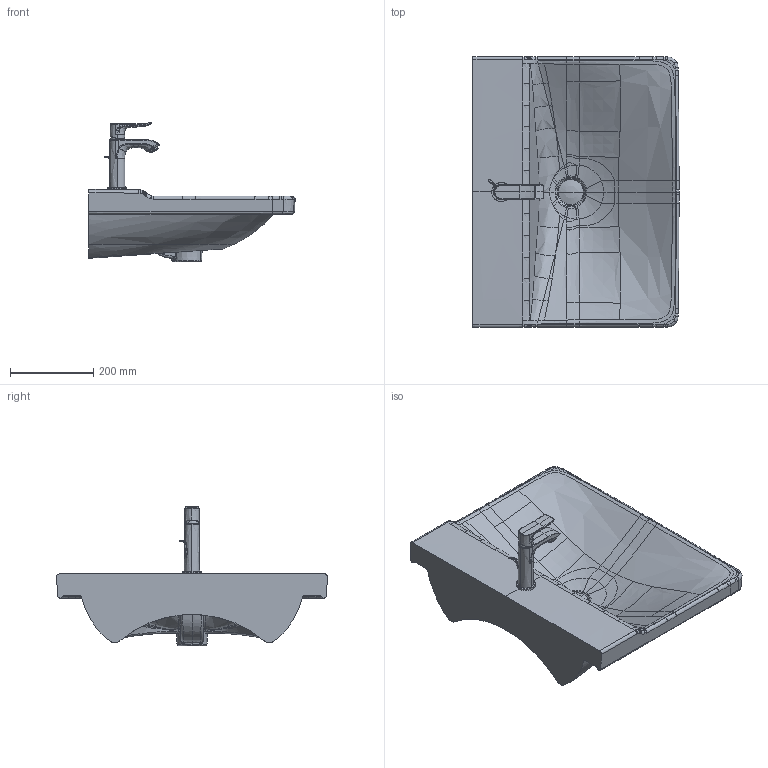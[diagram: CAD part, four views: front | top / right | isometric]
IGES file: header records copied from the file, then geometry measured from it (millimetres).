
Global section: file name: No Iges File Name specified; native system: Autodesk Inventor 2011; preprocessor: AutoDesk Inventor Iges Exporter R2011; author: Administrator; date: 20151110.160749; units: millimetre
Bounding box: 494.89 x 649.77 x 334.4 mm (x, y, z)
Volume: 13974145.6 mm3; surface area: 1050250.8 mm2
Topology: 11 solids, 11 shells, 1660 faces, 4635 edges, 2990 vertices
Faces by surface type: bspline 662, plane 501, cylinder 283, revolution 111, cone 55, torus 48
